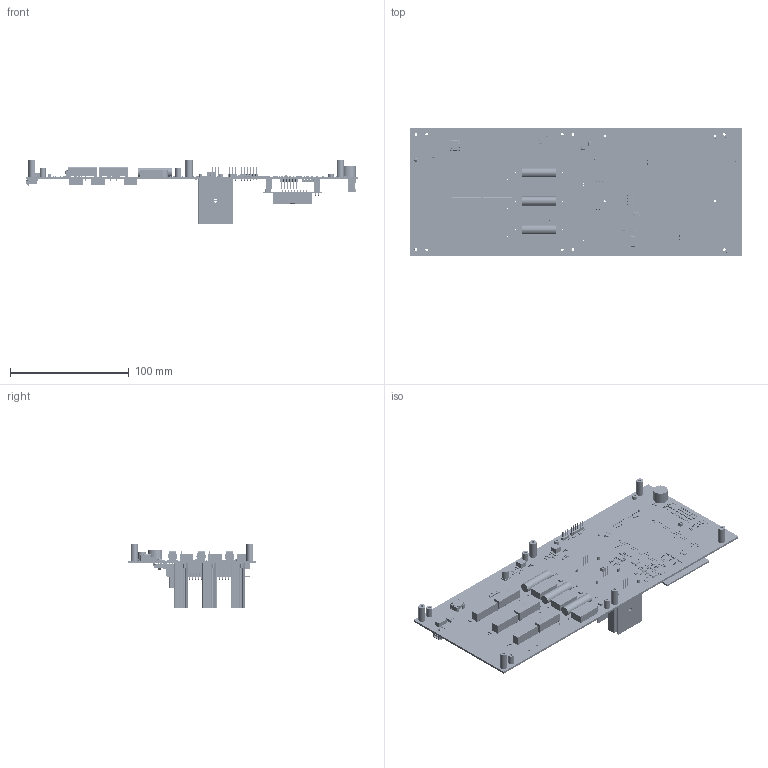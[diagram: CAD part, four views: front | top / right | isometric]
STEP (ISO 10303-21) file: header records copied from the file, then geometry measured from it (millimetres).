
FILE_DESCRIPTION(('Open CASCADE Model'),'2;1');
FILE_NAME('Open CASCADE Shape Model','2017-12-06T11:41:48',('Author'),( 'Open CASCADE'),'Open CASCADE STEP processor 6.8','Open CASCADE 6.8' ,'Unknown');
FILE_SCHEMA(('AUTOMOTIVE_DESIGN { 1 0 10303 214 1 1 1 1 }'));
Length unit declared in the file: millimetre
Products named in the file (444): PCB; Board; MP14; 9774080151; MP13; MP12; MP11; R96; 845312264; Extruded; TP14; 955463856; Cylinder; TP13; TP12; TP11; TP10; TP9; TP8; TP7; TP6; TP5; TP4; TP3; TP2; TP1; 845313352; R71; 845312944; R50; R49; R48; R47; X13; 61300611121; 6130xx11121_PIN; C70; 845313080; R80; R79 ...
Assembly tree (769 placements, depth 6):
  PCB
    Board
    MP14
      9774080151
    MP13
      9774080151
    MP12
      9774080151
    MP11
      9774080151
    R96
      845312264
        Extruded
    TP14
      955463856
        Cylinder
    TP13
      955463856
        Cylinder
    TP12
      955463856
        Cylinder
    TP11
      955463856
        Cylinder
    TP10
      955463856
        Cylinder
    TP9
      955463856
        Cylinder
    TP8
      955463856
        Cylinder
    TP7
      955463856
        Cylinder
    TP6
      955463856
        Cylinder
    TP5
      955463856
        Cylinder
    TP4
      955463856
        Cylinder
    TP3
      955463856
        Cylinder
    TP2
      955463856
        Cylinder
    TP1
      845313352
        Cylinder
    R71
      845312944
        Extruded
    R50
      845312944
Bounding box: 280 x 107.5 x 53.19 mm (x, y, z)
Volume: 110578.7 mm3; surface area: 124366 mm2
Topology: 584 solids, 587 shells, 15010 faces, 35848 edges, 22263 vertices
Faces by surface type: plane 10464, cylinder 2173, bspline 1662, sphere 392, torus 275, cone 28, extrusion 16
Full cylindrical faces by diameter (mm): 0.13 x206, 0.562 x2, 0.7 x25, 0.8 x2, 0.89 x15, 1 x87, 1.07 x8, 1.1 x36, 1.567 x4, 1.7 x14, 1.8 x14, 2.013 x4, 2.459 x6, 2.7 x6, 2.8 x4, 3 x5, 3.5 x4, 3.7 x4, 4.2 x6, 4.35 x4, 4.4 x6, 5.1 x4, 5.688 x1, 6 x6, 6.5 x1, 7.9 x3, 11.44 x3, 12.2 x1
Entity records: 255958 total; most frequent: CARTESIAN_POINT 76796, ORIENTED_EDGE 29944, DIRECTION 28492, EDGE_CURVE 14974, VECTOR 11694, LINE 11678, VERTEX_POINT 9227, AXIS2_PLACEMENT_3D 8399
